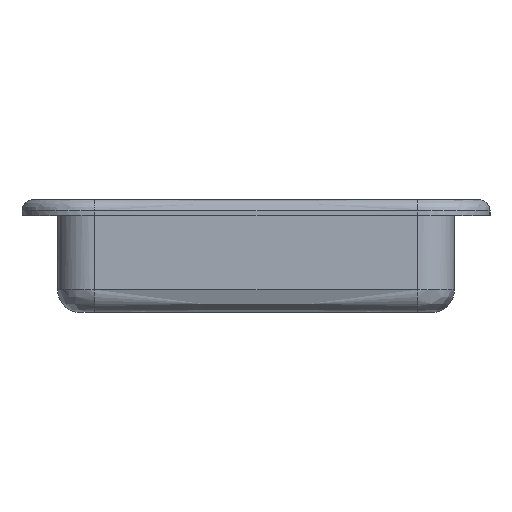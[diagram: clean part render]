
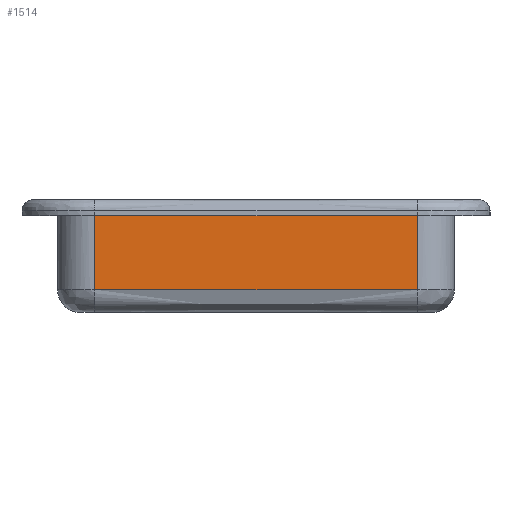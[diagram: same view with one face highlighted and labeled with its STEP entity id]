
A CAD part, left-side view. The second image highlights one B-rep face of the part: STEP entity #1514.
In plain terms, the highlighted planar face has unit normal (-1, 0, 0).
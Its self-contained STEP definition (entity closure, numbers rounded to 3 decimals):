
#42=PLANE('',#1564);
#78=LINE('',#5117,#128);
#79=LINE('',#5121,#129);
#80=LINE('',#5122,#130);
#128=VECTOR('',#1678,10.);
#129=VECTOR('',#1683,10.);
#130=VECTOR('',#1684,10.);
#256=FACE_OUTER_BOUND('',#357,.T.);
#357=EDGE_LOOP('',(#1269,#1270,#1271,#1272));
#512=B_SPLINE_CURVE_WITH_KNOTS('',3,(#4445,#4446,#4447,#4448),
 .UNSPECIFIED.,.F.,.F.,(4,4),(8.817,10.817),
 .UNSPECIFIED.);
#638=VERTEX_POINT('',#4389);
#640=VERTEX_POINT('',#4433);
#665=VERTEX_POINT('',#5116);
#666=VERTEX_POINT('',#5120);
#841=EDGE_CURVE('',#638,#640,#512,.T.);
#879=EDGE_CURVE('',#665,#640,#78,.T.);
#881=EDGE_CURVE('',#666,#638,#79,.T.);
#882=EDGE_CURVE('',#665,#666,#80,.T.);
#1269=ORIENTED_EDGE('',*,*,#841,.F.);
#1270=ORIENTED_EDGE('',*,*,#881,.F.);
#1271=ORIENTED_EDGE('',*,*,#882,.F.);
#1272=ORIENTED_EDGE('',*,*,#879,.T.);
#1514=ADVANCED_FACE('',(#256),#42,.T.);
#1564=AXIS2_PLACEMENT_3D('',#5119,#1681,#1682);
#1678=DIRECTION('',(0.,0.,-1.));
#1681=DIRECTION('center_axis',(-1.,0.,0.));
#1682=DIRECTION('ref_axis',(0.,1.,0.));
#1683=DIRECTION('',(0.,0.,-1.));
#1684=DIRECTION('',(0.,-1.,0.));
#4389=CARTESIAN_POINT('',(-4.8,16.075,-2.986));
#4433=CARTESIAN_POINT('',(-4.8,36.075,-2.986));
#4445=CARTESIAN_POINT('Ctrl Pts',(-4.8,16.075,-2.986));
#4446=CARTESIAN_POINT('Ctrl Pts',(-4.8,22.746,-2.986));
#4447=CARTESIAN_POINT('Ctrl Pts',(-4.8,29.404,-2.986));
#4448=CARTESIAN_POINT('Ctrl Pts',(-4.8,36.075,-2.986));
#5116=CARTESIAN_POINT('',(-4.8,36.075,1.6));
#5117=CARTESIAN_POINT('',(-4.8,36.075,1.6));
#5119=CARTESIAN_POINT('Origin',(-4.8,16.075,1.6));
#5120=CARTESIAN_POINT('',(-4.8,16.075,1.6));
#5121=CARTESIAN_POINT('',(-4.8,16.075,1.6));
#5122=CARTESIAN_POINT('',(-4.8,21.075,1.6));
